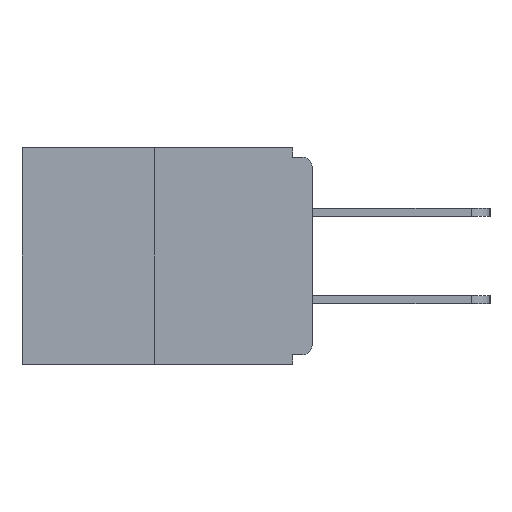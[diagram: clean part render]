
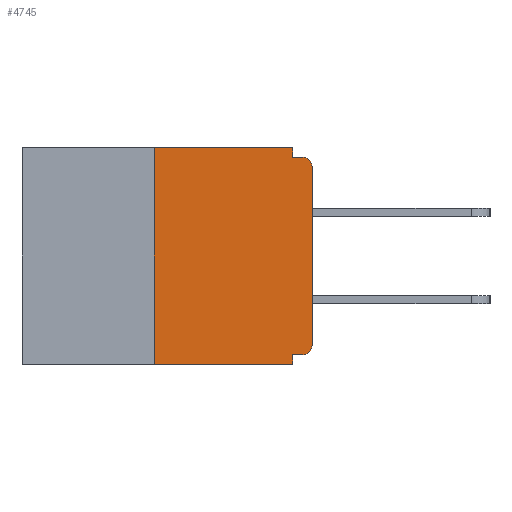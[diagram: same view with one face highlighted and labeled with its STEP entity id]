
A CAD part, left-side view. The second image highlights one B-rep face of the part: STEP entity #4745.
In plain terms, the highlighted planar face has unit normal (-1, 0, 0).
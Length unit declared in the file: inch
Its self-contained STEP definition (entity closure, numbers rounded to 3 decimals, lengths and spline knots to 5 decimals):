
#114 = VERTEX_POINT ( 'NONE', #13700 ) ;
#163 = DIRECTION ( 'NONE',  ( 0., 1., 0. ) ) ;
#300 = VERTEX_POINT ( 'NONE', #8993 ) ;
#426 = ORIENTED_EDGE ( 'NONE', *, *, #13482, .T. ) ;
#523 = VECTOR ( 'NONE', #163, 39.37008 ) ;
#595 = DIRECTION ( 'NONE',  ( 0., -1., 0. ) ) ;
#654 = DIRECTION ( 'NONE',  ( 0., -1., 0. ) ) ;
#779 = DIRECTION ( 'NONE',  ( 0., -1., 0. ) ) ;
#851 = DIRECTION ( 'NONE',  ( 0., 0., -1. ) ) ;
#1122 = ORIENTED_EDGE ( 'NONE', *, *, #17156, .F. ) ;
#1183 = CARTESIAN_POINT ( 'NONE',  ( 0., 0.031, -0.343 ) ) ;
#1402 = CARTESIAN_POINT ( 'NONE',  ( 0., 0.25, 0. ) ) ;
#1455 = DIRECTION ( 'NONE',  ( 0., 0., 1. ) ) ;
#1501 = EDGE_CURVE ( 'NONE', #114, #9983, #15382, .T. ) ;
#1593 = VERTEX_POINT ( 'NONE', #14662 ) ;
#1698 = ORIENTED_EDGE ( 'NONE', *, *, #2972, .F. ) ;
#2204 = DIRECTION ( 'NONE',  ( -1., 0., 0. ) ) ;
#2289 = CARTESIAN_POINT ( 'NONE',  ( 0., 0.015, -0.03 ) ) ;
#2972 = EDGE_CURVE ( 'NONE', #3227, #7033, #5910, .T. ) ;
#3110 = CARTESIAN_POINT ( 'NONE',  ( 0., 0.25, 0. ) ) ;
#3227 = VERTEX_POINT ( 'NONE', #3110 ) ;
#3312 = VERTEX_POINT ( 'NONE', #14346 ) ;
#3652 = CARTESIAN_POINT ( 'NONE',  ( 0., 0.46, 0. ) ) ;
#4281 = ORIENTED_EDGE ( 'NONE', *, *, #17916, .F. ) ;
#4515 = PLANE ( 'NONE',  #11911 ) ;
#4745 = ADVANCED_FACE ( 'NONE', ( #11237 ), #4515, .F. ) ;
#5026 = EDGE_CURVE ( 'NONE', #10190, #1593, #16085, .T. ) ;
#5162 = VECTOR ( 'NONE', #10807, 39.37008 ) ;
#5265 = CARTESIAN_POINT ( 'NONE',  ( 0., 0.031, 0. ) ) ;
#5675 = CARTESIAN_POINT ( 'NONE',  ( 0., 0., -0.328 ) ) ;
#5910 = LINE ( 'NONE', #3652, #16784 ) ;
#6173 = CARTESIAN_POINT ( 'NONE',  ( 0., 0.46, -0.343 ) ) ;
#6457 = CIRCLE ( 'NONE', #10866, 0.015 ) ;
#6784 = EDGE_CURVE ( 'NONE', #300, #10190, #15347, .T. ) ;
#6902 = DIRECTION ( 'NONE',  ( 0., 0., -1. ) ) ;
#7032 = EDGE_CURVE ( 'NONE', #114, #3227, #15128, .T. ) ;
#7033 = VERTEX_POINT ( 'NONE', #15340 ) ;
#7073 = VECTOR ( 'NONE', #1455, 39.37008 ) ;
#7086 = VECTOR ( 'NONE', #6902, 39.37008 ) ;
#7311 = LINE ( 'NONE', #5265, #7086 ) ;
#7395 = VECTOR ( 'NONE', #779, 39.37008 ) ;
#7854 = DIRECTION ( 'NONE',  ( 0., 0., -1. ) ) ;
#8353 = EDGE_CURVE ( 'NONE', #300, #16402, #10341, .T. ) ;
#8463 = CARTESIAN_POINT ( 'NONE',  ( 0., 0.031, -0.343 ) ) ;
#8729 = LINE ( 'NONE', #12033, #7395 ) ;
#8879 = LINE ( 'NONE', #1183, #5162 ) ;
#8993 = CARTESIAN_POINT ( 'NONE',  ( 0., 0.015, -0.328 ) ) ;
#9422 = CARTESIAN_POINT ( 'NONE',  ( 0., 0.031, -0.328 ) ) ;
#9983 = VERTEX_POINT ( 'NONE', #8463 ) ;
#10144 = DIRECTION ( 'NONE',  ( 0., 0., -1. ) ) ;
#10190 = VERTEX_POINT ( 'NONE', #15544 ) ;
#10341 = LINE ( 'NONE', #5675, #523 ) ;
#10553 = CARTESIAN_POINT ( 'NONE',  ( 0., 0.015, -0.313 ) ) ;
#10807 = DIRECTION ( 'NONE',  ( 0., 0., -1. ) ) ;
#10853 = ORIENTED_EDGE ( 'NONE', *, *, #1501, .T. ) ;
#10866 = AXIS2_PLACEMENT_3D ( 'NONE', #2289, #12004, #7854 ) ;
#11237 = FACE_OUTER_BOUND ( 'NONE', #16648, .T. ) ;
#11379 = ORIENTED_EDGE ( 'NONE', *, *, #8353, .F. ) ;
#11543 = ORIENTED_EDGE ( 'NONE', *, *, #15667, .F. ) ;
#11911 = AXIS2_PLACEMENT_3D ( 'NONE', #17124, #14449, #10144 ) ;
#12004 = DIRECTION ( 'NONE',  ( -1., 0., 0. ) ) ;
#12033 = CARTESIAN_POINT ( 'NONE',  ( 0., 0., -0.015 ) ) ;
#12047 = AXIS2_PLACEMENT_3D ( 'NONE', #10553, #2204, #851 ) ;
#12532 = VERTEX_POINT ( 'NONE', #17066 ) ;
#13482 = EDGE_CURVE ( 'NONE', #1593, #12532, #6457, .T. ) ;
#13700 = CARTESIAN_POINT ( 'NONE',  ( 0., 0.25, -0.343 ) ) ;
#14055 = CARTESIAN_POINT ( 'NONE',  ( 0., 0., 0. ) ) ;
#14245 = ORIENTED_EDGE ( 'NONE', *, *, #7032, .F. ) ;
#14346 = CARTESIAN_POINT ( 'NONE',  ( 0., 0.031, -0.015 ) ) ;
#14449 = DIRECTION ( 'NONE',  ( 1., 0., 0. ) ) ;
#14662 = CARTESIAN_POINT ( 'NONE',  ( 0., 0., -0.03 ) ) ;
#15128 = LINE ( 'NONE', #1402, #7073 ) ;
#15340 = CARTESIAN_POINT ( 'NONE',  ( 0., 0.031, 0. ) ) ;
#15347 = CIRCLE ( 'NONE', #12047, 0.015 ) ;
#15382 = LINE ( 'NONE', #6173, #16484 ) ;
#15544 = CARTESIAN_POINT ( 'NONE',  ( 0., 0., -0.313 ) ) ;
#15578 = DIRECTION ( 'NONE',  ( 0., 0., 1. ) ) ;
#15667 = EDGE_CURVE ( 'NONE', #3312, #12532, #8729, .T. ) ;
#16057 = VECTOR ( 'NONE', #15578, 39.37008 ) ;
#16085 = LINE ( 'NONE', #14055, #16057 ) ;
#16402 = VERTEX_POINT ( 'NONE', #9422 ) ;
#16484 = VECTOR ( 'NONE', #595, 39.37008 ) ;
#16648 = EDGE_LOOP ( 'NONE', ( #1698, #14245, #10853, #1122, #11379, #18033, #18011, #426, #11543, #4281 ) ) ;
#16784 = VECTOR ( 'NONE', #654, 39.37008 ) ;
#17066 = CARTESIAN_POINT ( 'NONE',  ( 0., 0.015, -0.015 ) ) ;
#17124 = CARTESIAN_POINT ( 'NONE',  ( 0., 0.46, 0. ) ) ;
#17156 = EDGE_CURVE ( 'NONE', #16402, #9983, #8879, .T. ) ;
#17916 = EDGE_CURVE ( 'NONE', #7033, #3312, #7311, .T. ) ;
#18011 = ORIENTED_EDGE ( 'NONE', *, *, #5026, .T. ) ;
#18033 = ORIENTED_EDGE ( 'NONE', *, *, #6784, .T. ) ;
